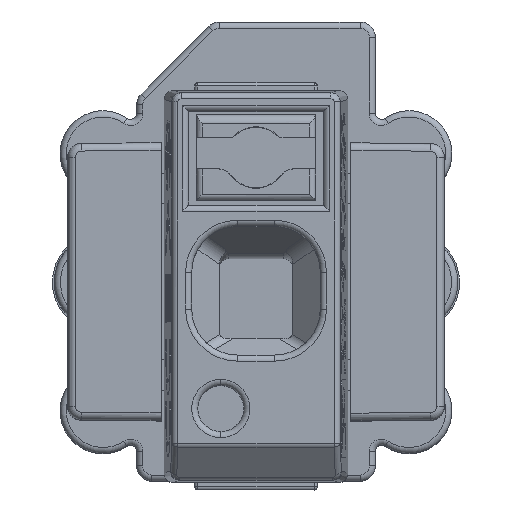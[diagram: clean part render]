
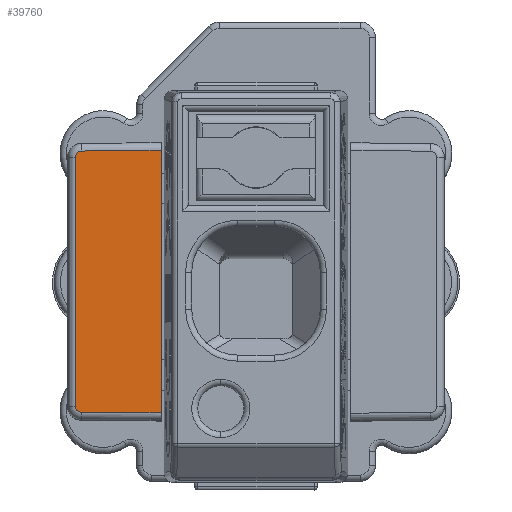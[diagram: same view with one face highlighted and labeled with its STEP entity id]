
A CAD part, top view. The second image highlights one B-rep face of the part: STEP entity #39760.
In plain terms, the highlighted face is planar.
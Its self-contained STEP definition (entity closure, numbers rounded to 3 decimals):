
#2270=CARTESIAN_POINT('',(-9.052,105.674,
-23.822));
#2280=VERTEX_POINT('',#2270);
#2330=CARTESIAN_POINT('',(-7.451,105.686,
-23.815));
#2340=DIRECTION('',(-1.,-0.008,
-0.004));
#2350=VECTOR('',#2340,1.);
#2360=LINE('',#2330,#2350);
#2370=CARTESIAN_POINT('',(-6.451,105.693,
-23.81));
#2380=VERTEX_POINT('',#2370);
#2390=EDGE_CURVE('',#2380,#2280,#2360,.T.);
#18100=CARTESIAN_POINT('',(-9.251,105.5,
-23.922));
#18110=VERTEX_POINT('',#18100);
#18290=CARTESIAN_POINT('',(-9.251,98.456,
-27.989));
#18300=VERTEX_POINT('',#18290);
#18330=CARTESIAN_POINT('',(-9.251,100.915,
-26.569));
#18340=DIRECTION('',(0.,-0.866,-0.5));
#18350=VECTOR('',#18340,1.);
#18360=LINE('',#18330,#18350);
#18370=EDGE_CURVE('',#18110,#18300,#18360,.T.);
#24740=CARTESIAN_POINT('',(-6.451,100.79,
-26.641));
#24750=DIRECTION('',(0.,-0.866,-0.5));
#24760=VECTOR('',#24750,0.6);
#24770=LINE('',#24740,#24760);
#24780=CARTESIAN_POINT('',(-6.451,98.263,
-28.1));
#24790=VERTEX_POINT('',#24780);
#24800=EDGE_CURVE('',#2380,#24790,#24770,.T.);
#36670=CARTESIAN_POINT('',(-9.051,105.5,
-23.922));
#36680=DIRECTION('',(0.,0.5,-0.866));
#36690=DIRECTION('',(0.,-0.866,-0.5));
#36700=AXIS2_PLACEMENT_3D('',#36670,#36680,#36690);
#36710=CIRCLE('',#36700,0.2);
#36720=EDGE_CURVE('',#18110,#2280,#36710,.T.);
#39500=CARTESIAN_POINT('',(-9.286,100.753,
-26.663));
#39510=DIRECTION('',(0.,0.5,-0.866));
#39520=DIRECTION('',(-1.,0.,0.));
#39530=AXIS2_PLACEMENT_3D('',#39500,#39510,#39520);
#39540=PLANE('',#39530);
#39550=ORIENTED_EDGE('',*,*,#24800,.T.);
#39560=ORIENTED_EDGE('',*,*,#2390,.F.);
#39570=ORIENTED_EDGE('',*,*,#36720,.T.);
#39580=ORIENTED_EDGE('',*,*,#18370,.F.);
#39590=CARTESIAN_POINT('',(-9.051,98.456,
-27.989));
#39600=DIRECTION('',(0.,0.5,-0.866));
#39610=DIRECTION('',(0.,-0.866,-0.5));
#39620=AXIS2_PLACEMENT_3D('',#39590,#39600,#39610);
#39630=CIRCLE('',#39620,0.2);
#39640=CARTESIAN_POINT('',(-9.052,98.283,
-28.089));
#39650=VERTEX_POINT('',#39640);
#39660=EDGE_CURVE('',#39650,#18300,#39630,.T.);
#39670=ORIENTED_EDGE('',*,*,#39660,.T.);
#39680=CARTESIAN_POINT('',(-7.451,98.27,
-28.096));
#39690=DIRECTION('',(1.,-0.008,
-0.004));
#39700=VECTOR('',#39690,1.);
#39710=LINE('',#39680,#39700);
#39720=EDGE_CURVE('',#39650,#24790,#39710,.T.);
#39730=ORIENTED_EDGE('',*,*,#39720,.F.);
#39740=EDGE_LOOP('',(#39730,#39670,#39580,#39570,#39560,#39550));
#39750=FACE_OUTER_BOUND('',#39740,.T.);
#39760=ADVANCED_FACE('',(#39750),#39540,.T.);
